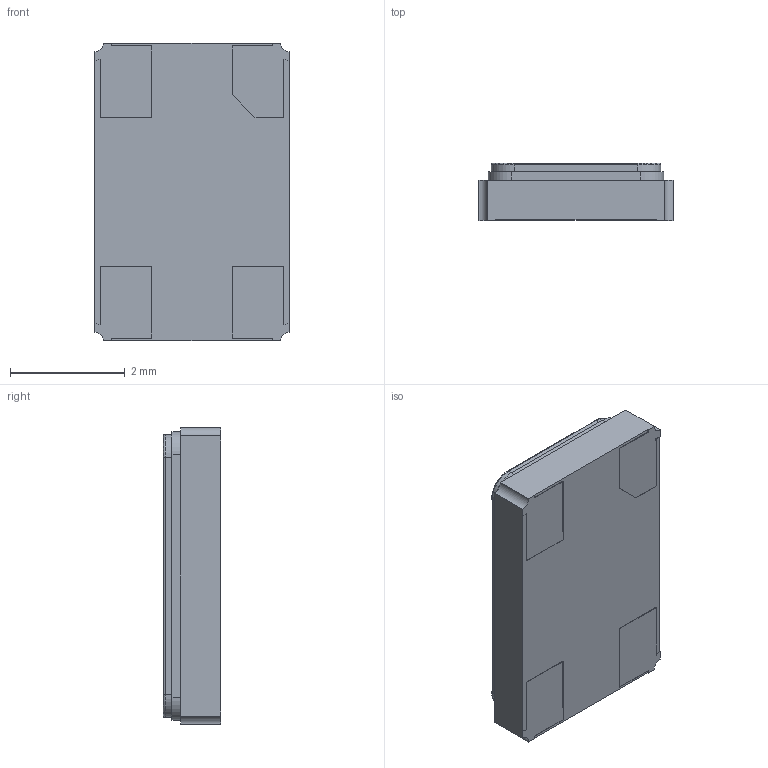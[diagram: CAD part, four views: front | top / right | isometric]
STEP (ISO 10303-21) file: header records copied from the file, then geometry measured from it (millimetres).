
FILE_DESCRIPTION (( 'STEP AP214' ), '1' );
FILE_NAME ('User Library-crystal_smd_52x34x1.STEP', '2020-11-13T08:24:33', ( '' ), ( '' ), 'SwSTEP 2.0', 'SolidWorks 2020', '' );
FILE_SCHEMA (( 'AUTOMOTIVE_DESIGN' ));
Length unit declared in the file: millimetre
Products named in the file (1): User Library-crystal_smd_52x34x1
Bounding box: 3.4 x 1 x 5.2 mm (x, y, z)
Volume: 16.7 mm3; surface area: 51.5 mm2
Topology: 1 solids, 1 shells, 73 faces, 199 edges, 130 vertices
Faces by surface type: plane 45, cylinder 24, bspline 4
Entity records: 3178 total; most frequent: CARTESIAN_POINT 475, ORIENTED_EDGE 398, DIRECTION 383, EDGE_CURVE 199, VECTOR 147, LINE 147, VERTEX_POINT 130, AXIS2_PLACEMENT_3D 118
